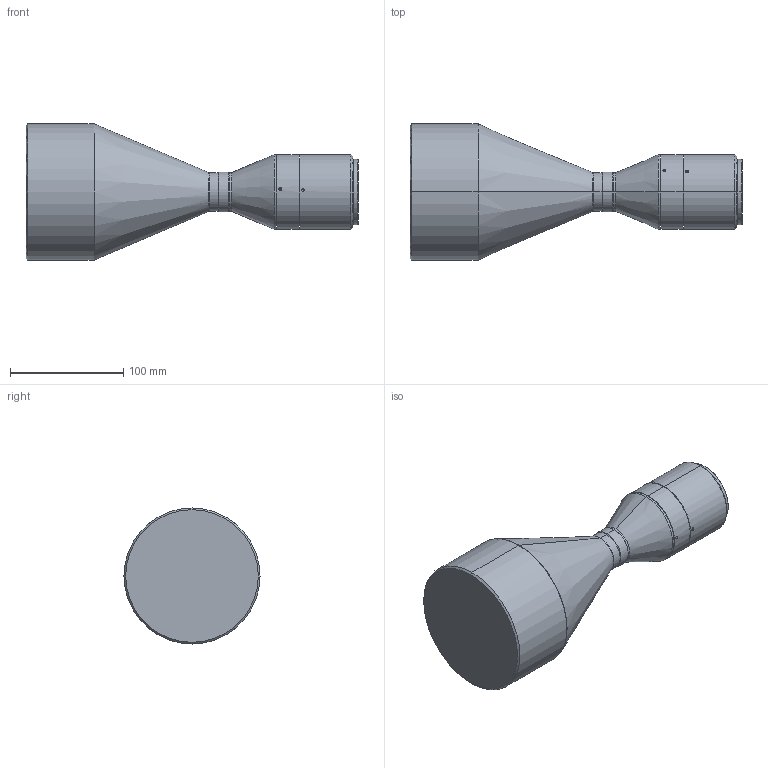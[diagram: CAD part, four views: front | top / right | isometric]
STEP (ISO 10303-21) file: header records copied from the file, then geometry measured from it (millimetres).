
FILE_DESCRIPTION (( 'STEP AP203' ), '1' );
FILE_NAME ('DTCM175-90-M58-AL.STEP', '2019-11-14T07:51:06', ( 'Windows 蚚誧' ), ( '' ), 'SwSTEP 2.0', 'SolidWorks 2017', '' );
FILE_SCHEMA (( 'CONFIG_CONTROL_DESIGN' ));
Length unit declared in the file: millimetre
Products named in the file (1): DTCM175-90-M58-AL
Bounding box: 292.8 x 120 x 120 mm (x, y, z)
Volume: 1543740.6 mm3; surface area: 90710.1 mm2
Topology: 1 solids, 1 shells, 72 faces, 162 edges, 92 vertices
Faces by surface type: cylinder 34, cone 26, plane 8, bspline 4
Entity records: 2217 total; most frequent: CARTESIAN_POINT 591, DIRECTION 346, ORIENTED_EDGE 300, EDGE_CURVE 150, AXIS2_PLACEMENT_3D 143, VERTEX_POINT 92, EDGE_LOOP 84, CIRCLE 74
